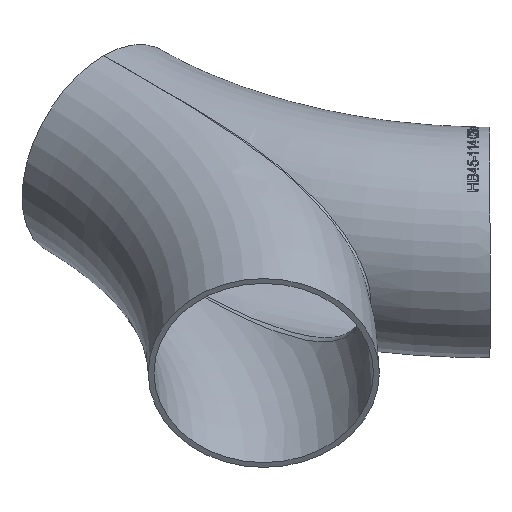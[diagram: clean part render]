
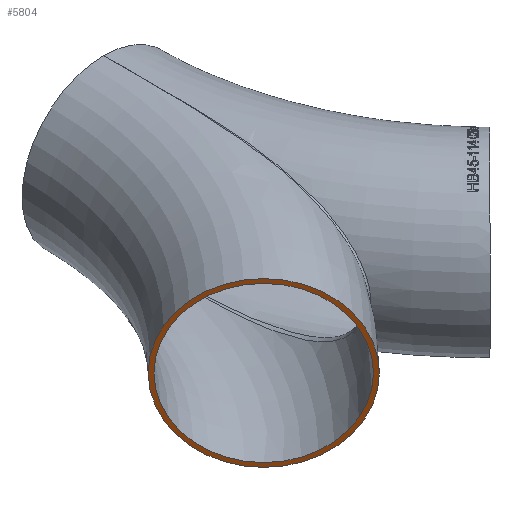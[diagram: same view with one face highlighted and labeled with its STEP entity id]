
A CAD part, isometric view. The second image highlights one B-rep face of the part: STEP entity #5804.
In plain terms, the highlighted planar face has unit normal (-0.707, -0.707, 0).
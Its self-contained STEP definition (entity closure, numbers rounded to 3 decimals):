
#192 = VERTEX_POINT ( 'NONE', #7008 ) ;
#1764 = CARTESIAN_POINT ( 'NONE',  ( -79.081, -190.919, 0. ) ) ;
#1890 = AXIS2_PLACEMENT_3D ( 'NONE', #20308, #3710, #2038 ) ;
#2038 = DIRECTION ( 'NONE',  ( 0., 0., 1. ) ) ;
#3710 = DIRECTION ( 'NONE',  ( 0.707, 0.707, 0. ) ) ;
#4014 = AXIS2_PLACEMENT_3D ( 'NONE', #6999, #15464, #7107 ) ;
#5262 = CARTESIAN_POINT ( 'NONE',  ( -117.442, -152.558, 0. ) ) ;
#5804 = ADVANCED_FACE ( 'NONE', ( #20356, #10245 ), #9926, .F. ) ;
#6942 = DIRECTION ( 'NONE',  ( 0., 0., 1. ) ) ;
#6999 = CARTESIAN_POINT ( 'NONE',  ( -79.081, -190.919, 0. ) ) ;
#7008 = CARTESIAN_POINT ( 'NONE',  ( -79.081, -190.919, 57.15 ) ) ;
#7107 = DIRECTION ( 'NONE',  ( -0.707, 0.707, 0. ) ) ;
#7204 = ORIENTED_EDGE ( 'NONE', *, *, #8490, .F. ) ;
#8354 = EDGE_LOOP ( 'NONE', ( #7204 ) ) ;
#8490 = EDGE_CURVE ( 'NONE', #192, #192, #21215, .T. ) ;
#9926 = PLANE ( 'NONE',  #14548 ) ;
#10245 = FACE_OUTER_BOUND ( 'NONE', #8354, .T. ) ;
#11203 = EDGE_LOOP ( 'NONE', ( #14940 ) ) ;
#11624 = EDGE_CURVE ( 'NONE', #17322, #17322, #14201, .T. ) ;
#13747 = DIRECTION ( 'NONE',  ( 0.707, 0.707, 0. ) ) ;
#14201 = CIRCLE ( 'NONE', #4014, 54.25 ) ;
#14548 = AXIS2_PLACEMENT_3D ( 'NONE', #1764, #13747, #6942 ) ;
#14940 = ORIENTED_EDGE ( 'NONE', *, *, #11624, .T. ) ;
#15464 = DIRECTION ( 'NONE',  ( 0.707, 0.707, 0. ) ) ;
#17322 = VERTEX_POINT ( 'NONE', #5262 ) ;
#20308 = CARTESIAN_POINT ( 'NONE',  ( -79.081, -190.919, 0. ) ) ;
#20356 = FACE_BOUND ( 'NONE', #11203, .T. ) ;
#21215 = CIRCLE ( 'NONE', #1890, 57.15 ) ;
